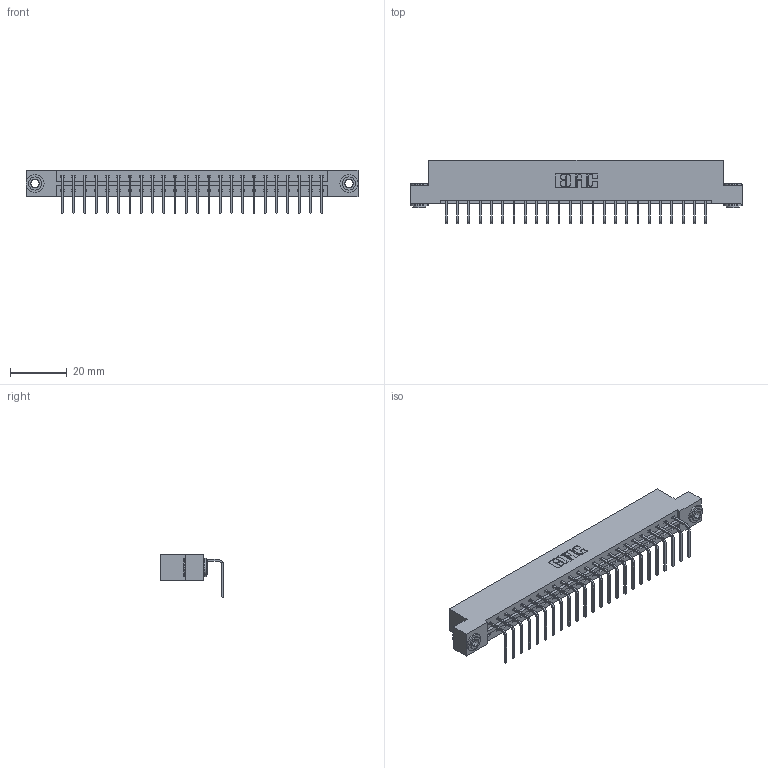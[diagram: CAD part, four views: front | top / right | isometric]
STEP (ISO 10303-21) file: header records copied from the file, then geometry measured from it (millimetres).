
FILE_DESCRIPTION (( 'STEP AP203' ), '1' );
FILE_NAME ('833-024-558-103.STEP', '2020-06-01T22:21:28', ( '' ), ( '' ), 'SwSTEP 2.0', 'SolidWorks 2020', '' );
FILE_SCHEMA (( 'CONFIG_CONTROL_DESIGN' ));
Length unit declared in the file: inch
Products named in the file (4): 345-292-001_558 Tail - 2; 833-024-558-103; 345-250-002_345-250-002-102; 833 Part_Flush - .156 Dia - TH
Assembly tree (27 placements, depth 2):
  833-024-558-103
    833 Part_Flush - .156 Dia - TH
    345-292-001_558 Tail - 2  x24
    345-250-002_345-250-002-102  x2
Bounding box: 116.64 x 22.17 x 15.37 mm (x, y, z)
Volume: 11681.5 mm3; surface area: 13239.3 mm2
Topology: 27 solids, 27 shells, 1592 faces, 4755 edges, 3134 vertices
Faces by surface type: plane 1136, cylinder 448, cone 8
Entity records: 17734 total; most frequent: CARTESIAN_POINT 3041, ORIENTED_EDGE 2994, DIRECTION 2635, EDGE_CURVE 1497, VECTOR 1345, LINE 1345, VERTEX_POINT 994, AXIS2_PLACEMENT_3D 645
